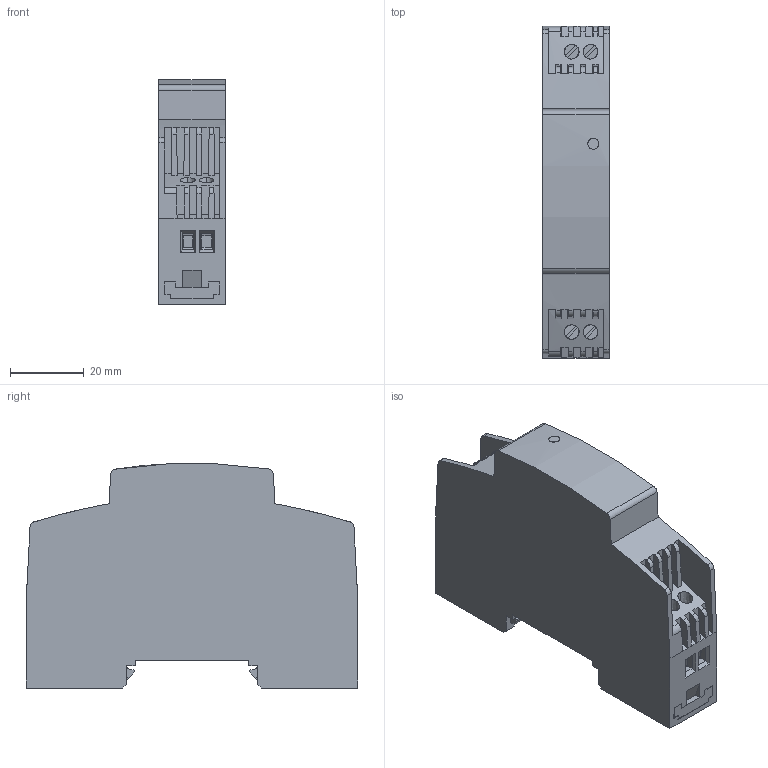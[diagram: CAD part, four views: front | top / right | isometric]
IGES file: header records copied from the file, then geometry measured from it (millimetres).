
Start section: Elysium IGES Interface
Global section: file name: 103Hmodel.igs; native system: Creo Elements/Direct 3D Access 18.1I  14-Aug-2016; preprocessor: Creo Element/Direct IGES_3D V2.2; author: Unknown; organization: Unknown; date: 20180319.175451; units: millimetre
Bounding box: 18 x 90 x 60.78 mm (x, y, z)
Volume: 76378.8 mm3; surface area: 16870.3 mm2
Topology: 1 solids, 1 shells, 317 faces, 848 edges, 544 vertices
Faces by surface type: bspline 317
